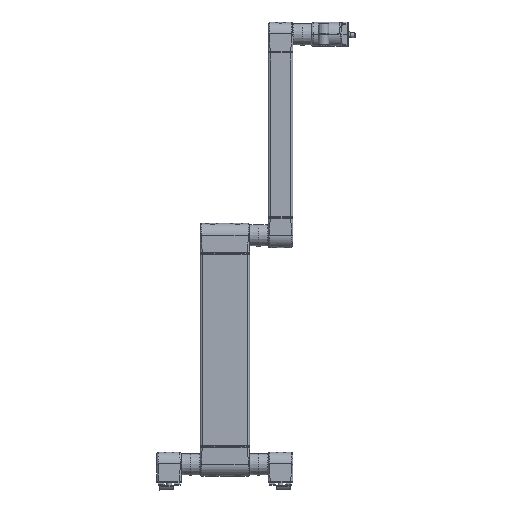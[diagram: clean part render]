
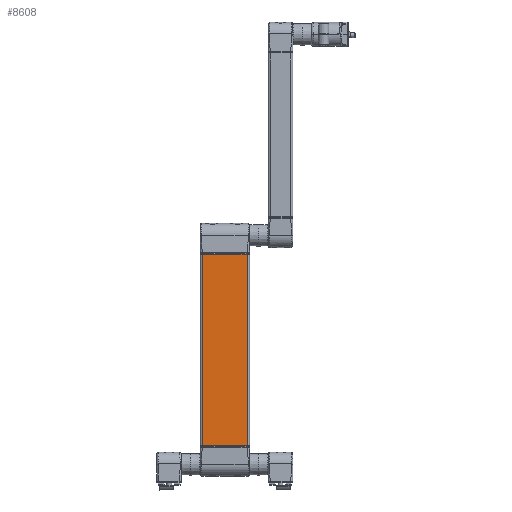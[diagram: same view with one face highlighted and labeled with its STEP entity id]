
A CAD part, front view. The second image highlights one B-rep face of the part: STEP entity #8608.
In plain terms, the highlighted planar face has unit normal (0, -1, 0).
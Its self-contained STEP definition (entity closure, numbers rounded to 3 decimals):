
#8608=ADVANCED_FACE('',(#11194),#11195,.F.);
#11194=FACE_OUTER_BOUND('',#14134,.T.);
#11195=PLANE('',#14135);
#14134=EDGE_LOOP('',(#23334,#23335,#23336,#23337));
#14135=AXIS2_PLACEMENT_3D('',#23338,#23339,#23340);
#23334=ORIENTED_EDGE('',*,*,#28654,.F.);
#23335=ORIENTED_EDGE('',*,*,#28942,.F.);
#23336=ORIENTED_EDGE('',*,*,#28778,.F.);
#23337=ORIENTED_EDGE('',*,*,#28943,.T.);
#23338=CARTESIAN_POINT('',(0.006,-20.,3215.));
#23339=DIRECTION('',(0.,1.0,0.));
#23340=DIRECTION('',(-1.0,0.,0.));
#28654=EDGE_CURVE('',#34000,#34002,#34003,.T.);
#28778=EDGE_CURVE('',#34248,#34250,#34251,.T.);
#28942=EDGE_CURVE('',#34250,#34000,#34470,.T.);
#28943=EDGE_CURVE('',#34248,#34002,#34471,.T.);
#34000=VERTEX_POINT('',#46029);
#34002=VERTEX_POINT('',#46031);
#34003=LINE('',#46032,#46033);
#34248=VERTEX_POINT('',#46379);
#34250=VERTEX_POINT('',#46381);
#34251=LINE('',#46382,#46383);
#34470=LINE('',#46733,#46734);
#34471=LINE('',#46735,#46736);
#46029=CARTESIAN_POINT('',(36.006,-20.,60.));
#46031=CARTESIAN_POINT('',(-35.994,-20.,60.));
#46032=CARTESIAN_POINT('',(0.006,-20.,60.));
#46033=VECTOR('',#53940,1.0);
#46379=CARTESIAN_POINT('',(-35.994,-20.,370.));
#46381=CARTESIAN_POINT('',(36.006,-20.,370.));
#46382=CARTESIAN_POINT('',(0.006,-20.,370.));
#46383=VECTOR('',#54108,1.0);
#46733=CARTESIAN_POINT('',(36.006,-20.,3215.));
#46734=VECTOR('',#54336,1.0);
#46735=CARTESIAN_POINT('',(-35.994,-20.,3215.0));
#46736=VECTOR('',#54337,1.0);
#53940=DIRECTION('',(-1.0,0.,0.));
#54108=DIRECTION('',(1.0,0.,0.));
#54336=DIRECTION('',(0.,0.,-1.0));
#54337=DIRECTION('',(0.,0.,-1.0));
